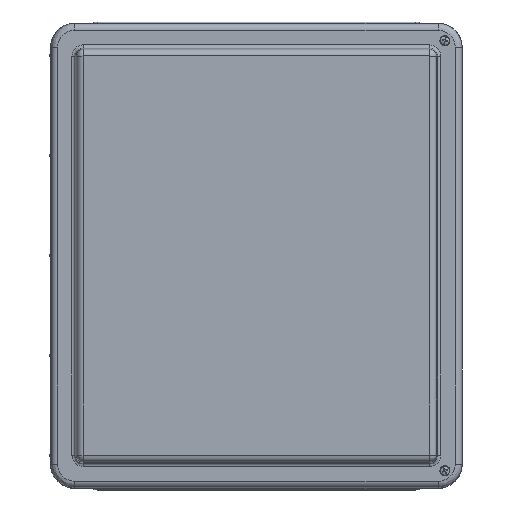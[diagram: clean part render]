
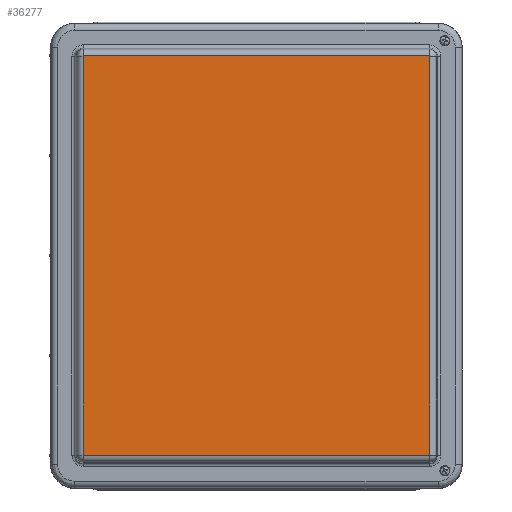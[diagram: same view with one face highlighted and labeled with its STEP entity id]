
A CAD part, top view. The second image highlights one B-rep face of the part: STEP entity #36277.
In plain terms, the highlighted planar face has unit normal (0, 0, 1).
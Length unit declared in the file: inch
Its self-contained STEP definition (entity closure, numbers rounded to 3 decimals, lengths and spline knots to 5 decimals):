
#980 = DIRECTION ( 'NONE',  ( 1., 0., 0. ) ) ;
#1051 = ORIENTED_EDGE ( 'NONE', *, *, #43505, .T. ) ;
#1444 = CARTESIAN_POINT ( 'NONE',  ( 6.48746, 0., 1.69742 ) ) ;
#1675 = DIRECTION ( 'NONE',  ( 0., 0., 1. ) ) ;
#2440 = LINE ( 'NONE', #27865, #21587 ) ;
#2468 = ORIENTED_EDGE ( 'NONE', *, *, #36651, .T. ) ;
#2646 = DIRECTION ( 'NONE',  ( 0., 0., 1. ) ) ;
#4603 = LINE ( 'NONE', #11870, #6375 ) ;
#5549 = DIRECTION ( 'NONE',  ( 0., 0., 1. ) ) ;
#5893 = EDGE_CURVE ( 'NONE', #42438, #25212, #13975, .T. ) ;
#6375 = VECTOR ( 'NONE', #16021, 39.37008 ) ;
#6506 = ORIENTED_EDGE ( 'NONE', *, *, #32698, .T. ) ;
#6668 = VERTEX_POINT ( 'NONE', #8116 ) ;
#6756 = CIRCLE ( 'NONE', #18899, 0.00892 ) ;
#7690 = ORIENTED_EDGE ( 'NONE', *, *, #33074, .T. ) ;
#8116 = CARTESIAN_POINT ( 'NONE',  ( -6.48832, 7.48142, 1.69742 ) ) ;
#9158 = ORIENTED_EDGE ( 'NONE', *, *, #16999, .T. ) ;
#9626 = CARTESIAN_POINT ( 'NONE',  ( -0.00489, 0., 1.69742 ) ) ;
#9780 = PLANE ( 'NONE',  #23855 ) ;
#10306 = FACE_OUTER_BOUND ( 'NONE', #23771, .T. ) ;
#10592 = CIRCLE ( 'NONE', #38255, 0.00892 ) ;
#11856 = VECTOR ( 'NONE', #37124, 39.37008 ) ;
#11870 = CARTESIAN_POINT ( 'NONE',  ( -6.49724, 0., 1.69742 ) ) ;
#13754 = DIRECTION ( 'NONE',  ( 1., 0., 0. ) ) ;
#13975 = CIRCLE ( 'NONE', #28428, 0.00892 ) ;
#14515 = VECTOR ( 'NONE', #26218, 39.37008 ) ;
#14591 = VERTEX_POINT ( 'NONE', #30968 ) ;
#15670 = LINE ( 'NONE', #1444, #14515 ) ;
#16021 = DIRECTION ( 'NONE',  ( 0., -1., 0. ) ) ;
#16999 = EDGE_CURVE ( 'NONE', #44452, #42438, #4603, .T. ) ;
#17896 = CARTESIAN_POINT ( 'NONE',  ( 6.47855, -7.48142, 1.69742 ) ) ;
#18088 = VERTEX_POINT ( 'NONE', #17896 ) ;
#18564 = CARTESIAN_POINT ( 'NONE',  ( -0.00489, 7.48142, 1.69742 ) ) ;
#18899 = AXIS2_PLACEMENT_3D ( 'NONE', #46258, #5549, #31475 ) ;
#19284 = CARTESIAN_POINT ( 'NONE',  ( 6.47855, -7.4725, 1.69742 ) ) ;
#21587 = VECTOR ( 'NONE', #23966, 39.37008 ) ;
#21652 = CARTESIAN_POINT ( 'NONE',  ( -6.48832, -7.48142, 1.69742 ) ) ;
#23216 = CARTESIAN_POINT ( 'NONE',  ( 6.48746, 7.4725, 1.69742 ) ) ;
#23771 = EDGE_LOOP ( 'NONE', ( #30160, #6506, #25314, #7690, #2468, #1051, #46056, #9158 ) ) ;
#23855 = AXIS2_PLACEMENT_3D ( 'NONE', #9626, #2646, #32318 ) ;
#23966 = DIRECTION ( 'NONE',  ( 1., 0., 0. ) ) ;
#25212 = VERTEX_POINT ( 'NONE', #21652 ) ;
#25314 = ORIENTED_EDGE ( 'NONE', *, *, #47160, .T. ) ;
#25423 = DIRECTION ( 'NONE',  ( 0., 0., 1. ) ) ;
#26218 = DIRECTION ( 'NONE',  ( 0., 1., 0. ) ) ;
#27045 = AXIS2_PLACEMENT_3D ( 'NONE', #42741, #1675, #28064 ) ;
#27865 = CARTESIAN_POINT ( 'NONE',  ( -0.00489, -7.48142, 1.69742 ) ) ;
#28064 = DIRECTION ( 'NONE',  ( 1., 0., 0. ) ) ;
#28428 = AXIS2_PLACEMENT_3D ( 'NONE', #28481, #25423, #13754 ) ;
#28481 = CARTESIAN_POINT ( 'NONE',  ( -6.48832, -7.4725, 1.69742 ) ) ;
#29150 = VERTEX_POINT ( 'NONE', #23216 ) ;
#30160 = ORIENTED_EDGE ( 'NONE', *, *, #5893, .T. ) ;
#30921 = EDGE_CURVE ( 'NONE', #6668, #44452, #41106, .T. ) ;
#30968 = CARTESIAN_POINT ( 'NONE',  ( 6.47855, 7.48142, 1.69742 ) ) ;
#31475 = DIRECTION ( 'NONE',  ( 1., 0., 0. ) ) ;
#32318 = DIRECTION ( 'NONE',  ( 1., 0., 0. ) ) ;
#32698 = EDGE_CURVE ( 'NONE', #25212, #18088, #2440, .T. ) ;
#33074 = EDGE_CURVE ( 'NONE', #43579, #29150, #15670, .T. ) ;
#34910 = CARTESIAN_POINT ( 'NONE',  ( 6.48746, -7.4725, 1.69742 ) ) ;
#36277 = ADVANCED_FACE ( 'NONE', ( #10306 ), #9780, .T. ) ;
#36651 = EDGE_CURVE ( 'NONE', #29150, #14591, #6756, .T. ) ;
#37124 = DIRECTION ( 'NONE',  ( -1., 0., 0. ) ) ;
#37432 = LINE ( 'NONE', #18564, #11856 ) ;
#38255 = AXIS2_PLACEMENT_3D ( 'NONE', #19284, #41096, #980 ) ;
#41096 = DIRECTION ( 'NONE',  ( 0., 0., 1. ) ) ;
#41106 = CIRCLE ( 'NONE', #27045, 0.00892 ) ;
#41413 = CARTESIAN_POINT ( 'NONE',  ( -6.49724, -7.4725, 1.69742 ) ) ;
#42438 = VERTEX_POINT ( 'NONE', #41413 ) ;
#42741 = CARTESIAN_POINT ( 'NONE',  ( -6.48832, 7.4725, 1.69742 ) ) ;
#43505 = EDGE_CURVE ( 'NONE', #14591, #6668, #37432, .T. ) ;
#43579 = VERTEX_POINT ( 'NONE', #34910 ) ;
#43981 = CARTESIAN_POINT ( 'NONE',  ( -6.49724, 7.4725, 1.69742 ) ) ;
#44452 = VERTEX_POINT ( 'NONE', #43981 ) ;
#46056 = ORIENTED_EDGE ( 'NONE', *, *, #30921, .T. ) ;
#46258 = CARTESIAN_POINT ( 'NONE',  ( 6.47855, 7.4725, 1.69742 ) ) ;
#47160 = EDGE_CURVE ( 'NONE', #18088, #43579, #10592, .T. ) ;
